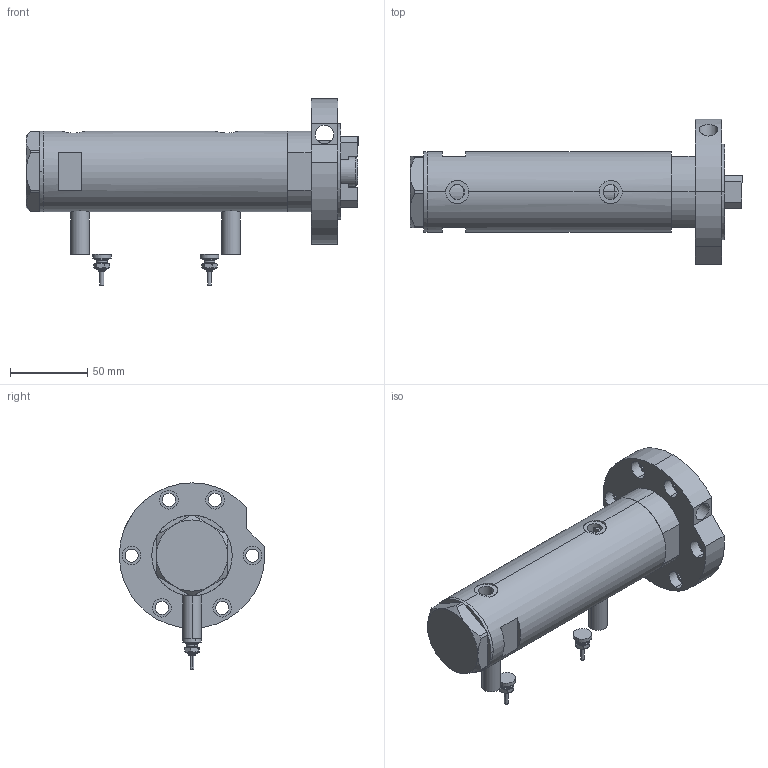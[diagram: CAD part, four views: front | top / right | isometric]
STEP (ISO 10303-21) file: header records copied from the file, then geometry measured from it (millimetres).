
FILE_DESCRIPTION (( 'STEP AP203' ), '1' );
FILE_NAME ('7e96.STEP', '2024-02-12T02:19:05', ( '' ), ( '' ), 'SwSTEP 2.0', 'SolidWorks 2019', '' );
FILE_SCHEMA (( 'CONFIG_CONTROL_DESIGN' ));
Length unit declared in the file: millimetre
Products named in the file (8): V270CG_RF211D a650631da00d093327924062994e432e; 7e96; V270CG_FRONT a650631da00d093327924062994e432e; V270CG_RF211E a650631da00d093327924062994e432e; V270CG_VC a650631da00d093327924062994e432e; Switch a650631da00d093327924062994e432e; V270CG_BACK a650631da00d093327924062994e432e; V270CG_MIDDLE a650631da00d093327924062994e432e
Assembly tree (9 placements, depth 2):
  7e96
    V270CG_MIDDLE a650631da00d093327924062994e432e
    V270CG_BACK a650631da00d093327924062994e432e
    V270CG_FRONT a650631da00d093327924062994e432e
    V270CG_VC a650631da00d093327924062994e432e
    V270CG_RF211D a650631da00d093327924062994e432e  x2
    V270CG_RF211E a650631da00d093327924062994e432e
    Switch a650631da00d093327924062994e432e  x2
Bounding box: 214.6 x 93.96 x 120.4 mm (x, y, z)
Volume: 478953.6 mm3; surface area: 116726.6 mm2
Topology: 9 solids, 9 shells, 310 faces, 699 edges, 435 vertices
Faces by surface type: plane 128, cylinder 118, cone 40, torus 24
Entity records: 8660 total; most frequent: CARTESIAN_POINT 2105, DIRECTION 1267, ORIENTED_EDGE 1110, EDGE_CURVE 555, AXIS2_PLACEMENT_3D 524, VERTEX_POINT 347, EDGE_LOOP 296, CIRCLE 268
